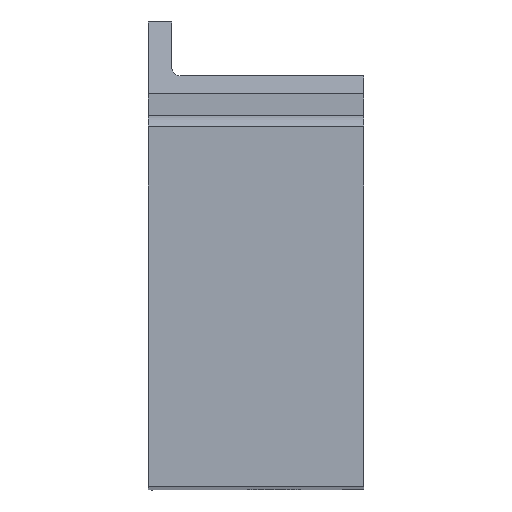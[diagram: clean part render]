
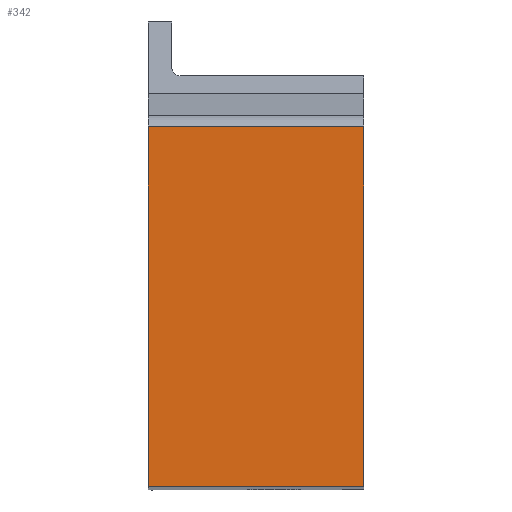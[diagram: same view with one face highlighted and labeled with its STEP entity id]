
A CAD part, top view. The second image highlights one B-rep face of the part: STEP entity #342.
In plain terms, the highlighted planar face has unit normal (0, 0, 1).
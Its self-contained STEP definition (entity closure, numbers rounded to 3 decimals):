
#342=ADVANCED_FACE('',(#462),#418,.T.);
#418=PLANE('',#2044);
#462=FACE_OUTER_BOUND('',#549,.T.);
#549=EDGE_LOOP('',(#891,#892,#893,#894));
#891=ORIENTED_EDGE('',*,*,#1472,.F.);
#892=ORIENTED_EDGE('',*,*,#1468,.T.);
#893=ORIENTED_EDGE('',*,*,#1369,.F.);
#894=ORIENTED_EDGE('',*,*,#1478,.T.);
#1200=VERTEX_POINT('',#2688);
#1201=VERTEX_POINT('',#2690);
#1272=VERTEX_POINT('',#2932);
#1275=VERTEX_POINT('',#2940);
#1369=EDGE_CURVE('',#1200,#1201,#1620,.T.);
#1468=EDGE_CURVE('',#1272,#1201,#1680,.T.);
#1472=EDGE_CURVE('',#1272,#1275,#1682,.T.);
#1478=EDGE_CURVE('',#1200,#1275,#1687,.T.);
#1620=LINE('',#2689,#1749);
#1680=LINE('',#2931,#1809);
#1682=LINE('',#2939,#1811);
#1687=LINE('',#2951,#1816);
#1749=VECTOR('',#2183,1.);
#1809=VECTOR('',#2361,1.);
#1811=VECTOR('',#2369,1.);
#1816=VECTOR('',#2382,1.);
#2044=AXIS2_PLACEMENT_3D('',#2953,#2385,#2386);
#2183=DIRECTION('',(0.,-1.,0.));
#2361=DIRECTION('',(1.,0.,0.));
#2369=DIRECTION('',(0.,1.,0.));
#2382=DIRECTION('',(-1.,0.,0.));
#2385=DIRECTION('',(0.,0.,1.));
#2386=DIRECTION('',(1.,0.,0.));
#2688=CARTESIAN_POINT('',(0.,20.,0.));
#2689=CARTESIAN_POINT('',(0.,20.,0.));
#2690=CARTESIAN_POINT('',(0.,0.,0.));
#2931=CARTESIAN_POINT('',(-12.,0.,0.));
#2932=CARTESIAN_POINT('',(-12.,0.,0.));
#2939=CARTESIAN_POINT('',(-12.,0.,0.));
#2940=CARTESIAN_POINT('',(-12.,20.,0.));
#2951=CARTESIAN_POINT('',(0.,20.,0.));
#2953=CARTESIAN_POINT('',(-6.,10.,0.));
